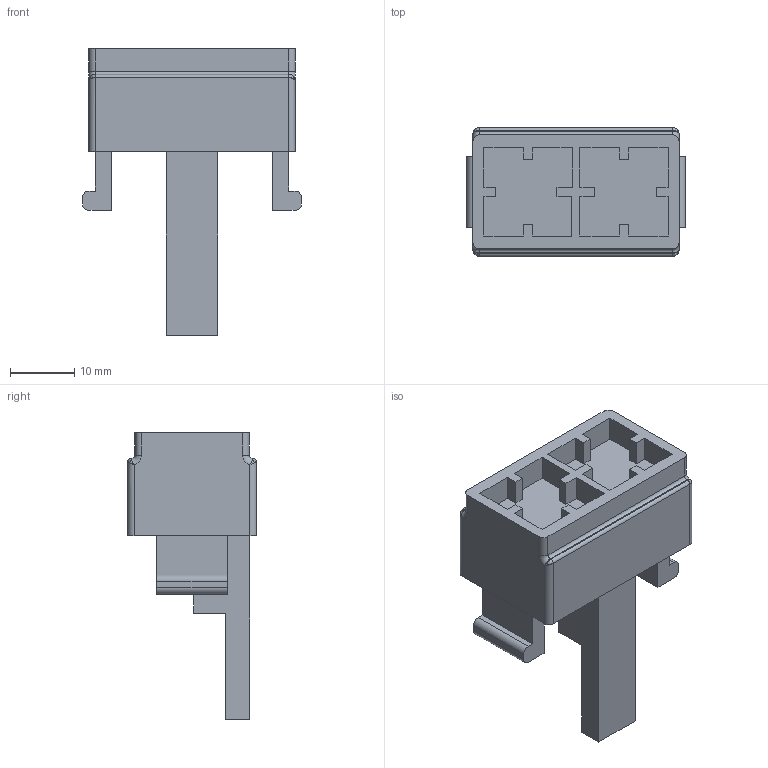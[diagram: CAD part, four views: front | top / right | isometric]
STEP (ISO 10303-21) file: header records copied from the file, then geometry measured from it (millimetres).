
FILE_DESCRIPTION (( 'STEP AP214' ), '1' );
FILE_NAME ('Camcase_New_bottom.STEP', '2024-03-15T04:57:45', ( '' ), ( '' ), 'SwSTEP 2.0', 'SolidWorks 2023', '' );
FILE_SCHEMA (( 'AUTOMOTIVE_DESIGN' ));
Length unit declared in the file: millimetre
Products named in the file (1): Camcase_New_bottom
Bounding box: 34 x 20 x 44.5 mm (x, y, z)
Volume: 6328.6 mm3; surface area: 6036.7 mm2
Topology: 1 solids, 1 shells, 113 faces, 298 edges, 186 vertices
Faces by surface type: plane 81, cylinder 20, bspline 8, torus 4
Entity records: 3539 total; most frequent: CARTESIAN_POINT 794, ORIENTED_EDGE 588, DIRECTION 530, EDGE_CURVE 294, VECTOR 238, LINE 238, VERTEX_POINT 186, AXIS2_PLACEMENT_3D 146
